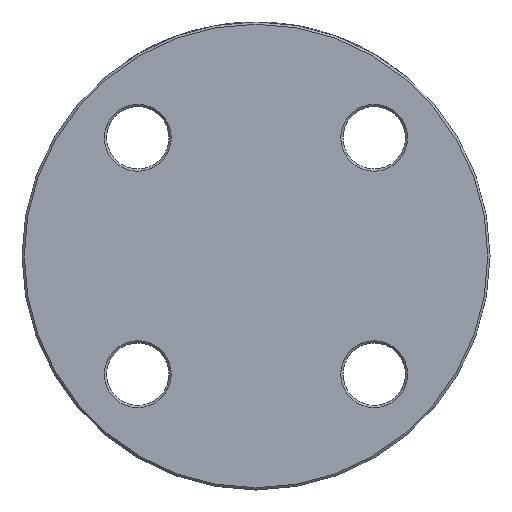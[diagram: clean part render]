
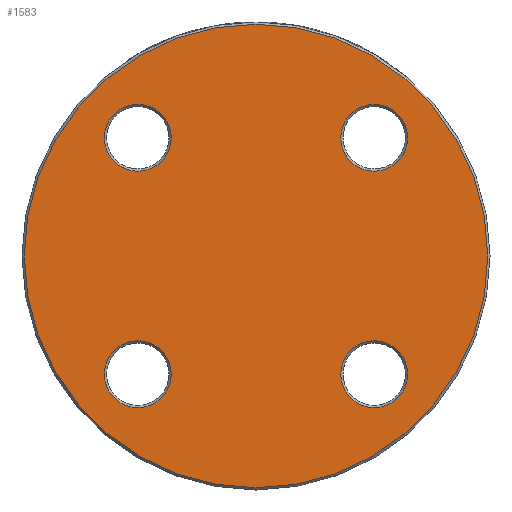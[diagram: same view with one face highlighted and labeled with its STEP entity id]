
A CAD part, left-side view. The second image highlights one B-rep face of the part: STEP entity #1583.
In plain terms, the highlighted planar face has unit normal (-1, 0, 0).
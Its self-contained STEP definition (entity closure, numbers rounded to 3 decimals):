
#6 = DIRECTION ( 'NONE',  ( 1., 0., 0. ) ) ;
#67 = EDGE_CURVE ( 'NONE', #150, #150, #356, .T. ) ;
#150 = VERTEX_POINT ( 'NONE', #4963 ) ;
#180 = VERTEX_POINT ( 'NONE', #3101 ) ;
#191 = AXIS2_PLACEMENT_3D ( 'NONE', #1012, #2674, #1432 ) ;
#316 = DIRECTION ( 'NONE',  ( 1., 0., 0. ) ) ;
#356 = CIRCLE ( 'NONE', #5147, 7.5 ) ;
#403 = CARTESIAN_POINT ( 'NONE',  ( 0., 0., 0. ) ) ;
#789 = CARTESIAN_POINT ( 'NONE',  ( 0., -26.517, -26.517 ) ) ;
#836 = CARTESIAN_POINT ( 'NONE',  ( 0., 0., 0. ) ) ;
#871 = EDGE_LOOP ( 'NONE', ( #2982 ) ) ;
#937 = CIRCLE ( 'NONE', #191, 7.5 ) ;
#1012 = CARTESIAN_POINT ( 'NONE',  ( 0., 26.517, 26.517 ) ) ;
#1046 = CARTESIAN_POINT ( 'NONE',  ( 0., 26.517, -26.517 ) ) ;
#1166 = FACE_BOUND ( 'NONE', #3024, .T. ) ;
#1344 = ORIENTED_EDGE ( 'NONE', *, *, #2990, .T. ) ;
#1432 = DIRECTION ( 'NONE',  ( 0., 0., -1. ) ) ;
#1502 = ORIENTED_EDGE ( 'NONE', *, *, #4019, .T. ) ;
#1583 = ADVANCED_FACE ( 'NONE', ( #5175, #1166, #4380, #1987, #3593 ), #5198, .F. ) ;
#1920 = DIRECTION ( 'NONE',  ( 0., 0., -1. ) ) ;
#1982 = DIRECTION ( 'NONE',  ( -1., 0., 0. ) ) ;
#1987 = FACE_BOUND ( 'NONE', #2350, .T. ) ;
#2231 = CARTESIAN_POINT ( 'NONE',  ( 0., 26.517, 19.017 ) ) ;
#2238 = DIRECTION ( 'NONE',  ( 0., 0., -1. ) ) ;
#2269 = DIRECTION ( 'NONE',  ( 1., 0., 0. ) ) ;
#2348 = CIRCLE ( 'NONE', #4854, 7.5 ) ;
#2350 = EDGE_LOOP ( 'NONE', ( #2591 ) ) ;
#2401 = DIRECTION ( 'NONE',  ( 1., 0., 0. ) ) ;
#2405 = DIRECTION ( 'NONE',  ( 0., 0., -1. ) ) ;
#2448 = DIRECTION ( 'NONE',  ( 0., 0., -1. ) ) ;
#2591 = ORIENTED_EDGE ( 'NONE', *, *, #4917, .T. ) ;
#2601 = CARTESIAN_POINT ( 'NONE',  ( 0., -26.517, -34.017 ) ) ;
#2629 = CARTESIAN_POINT ( 'NONE',  ( 0., 0., -52. ) ) ;
#2657 = VERTEX_POINT ( 'NONE', #2629 ) ;
#2674 = DIRECTION ( 'NONE',  ( 1., 0., 0. ) ) ;
#2690 = EDGE_LOOP ( 'NONE', ( #1502 ) ) ;
#2982 = ORIENTED_EDGE ( 'NONE', *, *, #4853, .T. ) ;
#2990 = EDGE_CURVE ( 'NONE', #3780, #3780, #937, .T. ) ;
#3024 = EDGE_LOOP ( 'NONE', ( #1344 ) ) ;
#3101 = CARTESIAN_POINT ( 'NONE',  ( 0., -26.517, 19.017 ) ) ;
#3128 = AXIS2_PLACEMENT_3D ( 'NONE', #4189, #2269, #2238 ) ;
#3522 = AXIS2_PLACEMENT_3D ( 'NONE', #836, #1982, #3588 ) ;
#3588 = DIRECTION ( 'NONE',  ( 0., 0., -1. ) ) ;
#3593 = FACE_BOUND ( 'NONE', #4305, .T. ) ;
#3780 = VERTEX_POINT ( 'NONE', #2231 ) ;
#3954 = AXIS2_PLACEMENT_3D ( 'NONE', #403, #6, #2405 ) ;
#4019 = EDGE_CURVE ( 'NONE', #180, #180, #4053, .T. ) ;
#4053 = CIRCLE ( 'NONE', #3128, 7.5 ) ;
#4189 = CARTESIAN_POINT ( 'NONE',  ( 0., -26.517, 26.517 ) ) ;
#4291 = VERTEX_POINT ( 'NONE', #2601 ) ;
#4305 = EDGE_LOOP ( 'NONE', ( #4534 ) ) ;
#4380 = FACE_BOUND ( 'NONE', #2690, .T. ) ;
#4534 = ORIENTED_EDGE ( 'NONE', *, *, #67, .T. ) ;
#4853 = EDGE_CURVE ( 'NONE', #2657, #2657, #5116, .T. ) ;
#4854 = AXIS2_PLACEMENT_3D ( 'NONE', #789, #2401, #2448 ) ;
#4917 = EDGE_CURVE ( 'NONE', #4291, #4291, #2348, .T. ) ;
#4963 = CARTESIAN_POINT ( 'NONE',  ( 0., 26.517, -34.017 ) ) ;
#5116 = CIRCLE ( 'NONE', #3522, 52. ) ;
#5147 = AXIS2_PLACEMENT_3D ( 'NONE', #1046, #316, #1920 ) ;
#5175 = FACE_OUTER_BOUND ( 'NONE', #871, .T. ) ;
#5198 = PLANE ( 'NONE',  #3954 ) ;
